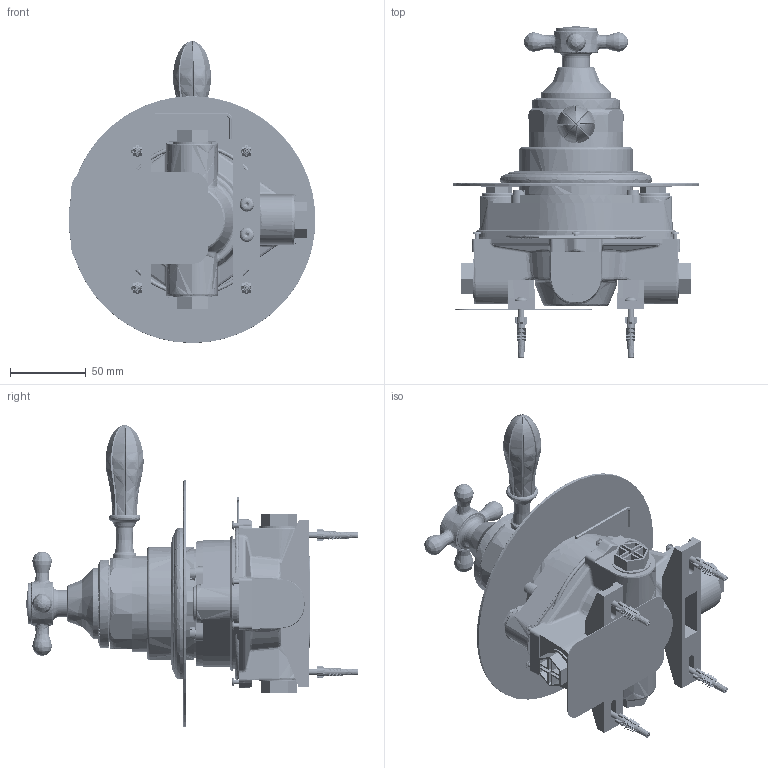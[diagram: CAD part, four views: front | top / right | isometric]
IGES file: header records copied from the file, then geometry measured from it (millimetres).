
Global section: file name: V261-TGB TGC; native system: Autodesk Inventor 2018; preprocessor: unknown; author: adaniels; date: 20171205.115916; units: millimetre
Bounding box: 162.17 x 218.35 x 198.63 mm (x, y, z)
Volume: 572650.6 mm3; surface area: 299980.5 mm2
Topology: 94 solids, 94 shells, 3044 faces, 8328 edges, 5596 vertices
Faces by surface type: bspline 3044
